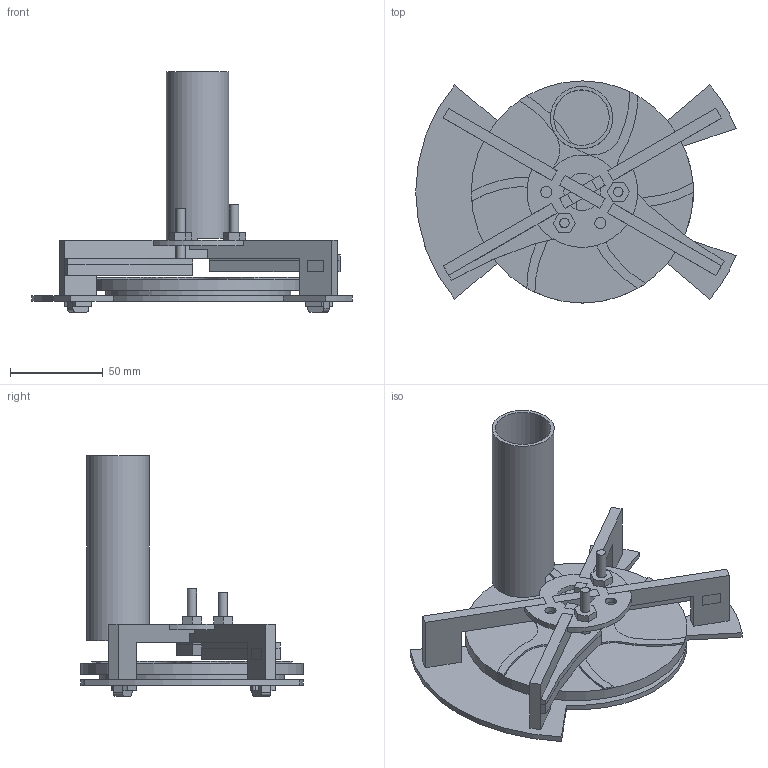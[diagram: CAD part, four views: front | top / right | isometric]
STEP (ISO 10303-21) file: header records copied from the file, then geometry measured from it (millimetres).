
FILE_DESCRIPTION(/* description */ (''),/* implementation_level */ '2;1');
FILE_NAME(/* name */ 'Disk_Sorter-Sorting_System-STEP214.stp',/* time_stamp */ '2024-05-22T22:36:42+02:00',/* author */ (''),/* organization */ (''),/* preprocessor_version */ 'ST-DEVELOPER v19.3',/* originating_system */ 'SIEMENS PLM Software NX2212.4000',/* authorisation */ '');
FILE_SCHEMA (('AUTOMOTIVE_DESIGN { 1 0 10303 214 3 1 1 1 }'));
Length unit declared in the file: millimetre
Products named in the file (14): Knot; Bolt; Klem_overhang; Bovencirkel; Scheiding_klein; Scheiding_standaard; Onderhanger; Bovenhanger; Ronding; Cirkel_krom; Tussenplaat; Constructie_onderplaat; kokerinvoer; Assembly_scheidingsysteem
Assembly tree (20 placements, depth 2):
  Assembly_scheidingsysteem
    kokerinvoer
    Constructie_onderplaat
    Tussenplaat
    Cirkel_krom
    Ronding
    Bovenhanger
    Onderhanger
    Scheiding_standaard  x2
    Scheiding_klein  x2
    Bovencirkel
    Klem_overhang  x4
    Bolt  x2
    Knot  x2
Bounding box: 173.17 x 120 x 130 mm (x, y, z)
Volume: 187407.8 mm3; surface area: 123066.2 mm2
Topology: 21 solids, 21 shells, 347 faces, 913 edges, 609 vertices
Faces by surface type: plane 268, cylinder 79
Full cylindrical faces by diameter (mm): 5 x4, 6 x6, 7 x2, 30 x1, 33.6 x1, 40 x1, 50 x1, 90 x1, 100 x1, 120 x1
Entity records: 8791 total; most frequent: CARTESIAN_POINT 1478, DIRECTION 1422, ORIENTED_EDGE 1410, EDGE_CURVE 705, LINE 566, VECTOR 566, VERTEX_POINT 480, AXIS2_PLACEMENT_3D 428
